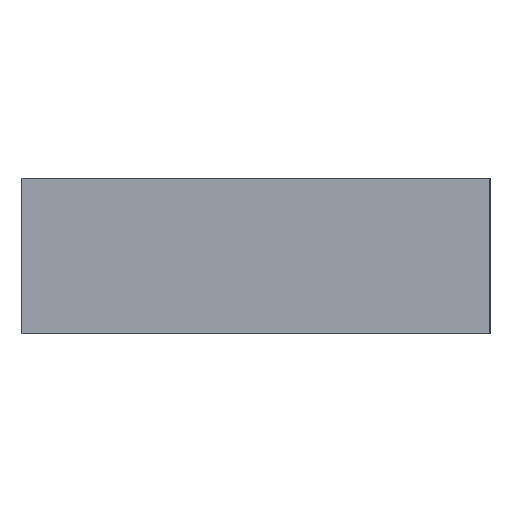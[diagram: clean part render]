
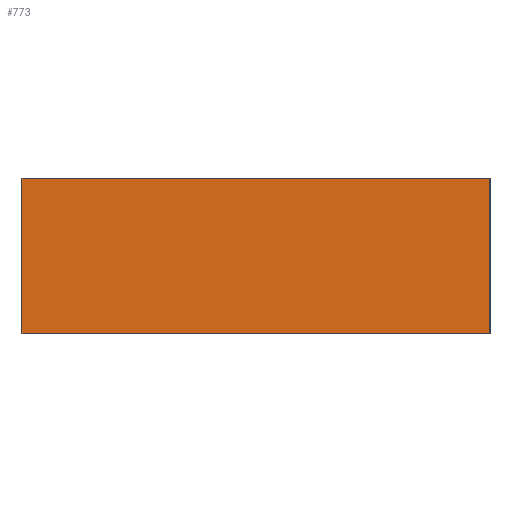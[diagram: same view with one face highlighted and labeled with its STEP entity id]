
A CAD part, left-side view. The second image highlights one B-rep face of the part: STEP entity #773.
In plain terms, the highlighted planar face has unit normal (-1, 0, 0).
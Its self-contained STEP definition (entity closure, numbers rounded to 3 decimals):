
#71=FACE_OUTER_BOUND('',#111,.T.);
#111=EDGE_LOOP('',(#635,#636,#637,#638));
#169=LINE('',#1180,#259);
#198=LINE('',#1249,#288);
#210=LINE('',#1273,#300);
#211=LINE('',#1274,#301);
#259=VECTOR('',#942,10.);
#288=VECTOR('',#1007,10.);
#300=VECTOR('',#1025,10.);
#301=VECTOR('',#1026,10.);
#352=VERTEX_POINT('',#1177);
#353=VERTEX_POINT('',#1179);
#374=VERTEX_POINT('',#1246);
#375=VERTEX_POINT('',#1248);
#431=EDGE_CURVE('',#353,#352,#169,.T.);
#466=EDGE_CURVE('',#374,#375,#198,.T.);
#480=EDGE_CURVE('',#375,#352,#210,.T.);
#481=EDGE_CURVE('',#353,#374,#211,.T.);
#635=ORIENTED_EDGE('',*,*,#480,.F.);
#636=ORIENTED_EDGE('',*,*,#466,.F.);
#637=ORIENTED_EDGE('',*,*,#481,.F.);
#638=ORIENTED_EDGE('',*,*,#431,.T.);
#740=PLANE('',#852);
#773=ADVANCED_FACE('',(#71),#740,.F.);
#852=AXIS2_PLACEMENT_3D('',#1272,#1023,#1024);
#942=DIRECTION('',(0.,0.,-1.));
#1007=DIRECTION('',(0.,0.,-1.));
#1023=DIRECTION('center_axis',(1.,0.,0.));
#1024=DIRECTION('ref_axis',(0.,-1.,0.));
#1025=DIRECTION('',(0.,1.,0.));
#1026=DIRECTION('',(0.,-1.,0.));
#1177=CARTESIAN_POINT('',(0.,6.,0.));
#1179=CARTESIAN_POINT('',(0.,6.,4.));
#1180=CARTESIAN_POINT('',(0.,6.,4.));
#1246=CARTESIAN_POINT('',(0.,-6.,4.));
#1248=CARTESIAN_POINT('',(0.,-6.,0.));
#1249=CARTESIAN_POINT('',(0.,-6.,4.));
#1272=CARTESIAN_POINT('Origin',(0.,6.,
4.));
#1273=CARTESIAN_POINT('',(0.,3.,0.));
#1274=CARTESIAN_POINT('',(0.,3.,4.));
